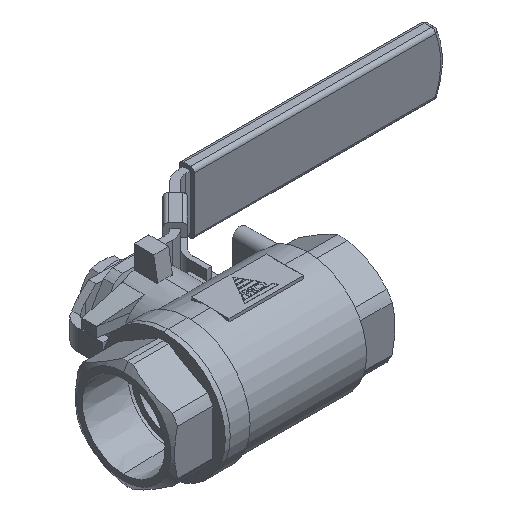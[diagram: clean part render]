
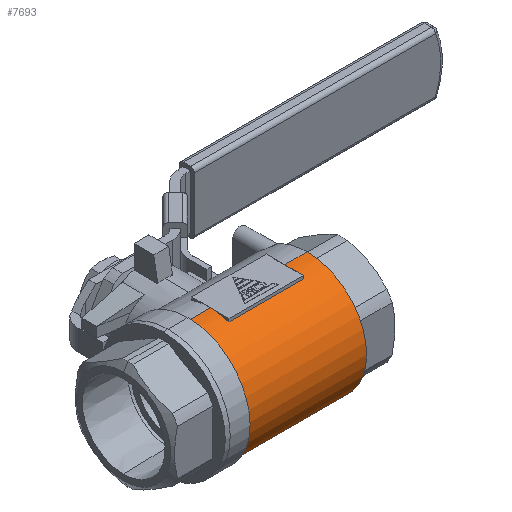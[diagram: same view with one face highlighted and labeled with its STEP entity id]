
A CAD part, isometric view. The second image highlights one B-rep face of the part: STEP entity #7693.
In plain terms, the highlighted cylindrical face has radius 24 mm (diameter 48 mm), a partial arc.
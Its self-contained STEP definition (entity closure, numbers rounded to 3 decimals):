
#120 = FACE_OUTER_BOUND ( 'NONE', #7208, .T. ) ;
#125 = CYLINDRICAL_SURFACE ( 'NONE', #12311, 24. ) ;
#1845 = AXIS2_PLACEMENT_3D ( 'NONE', #4251, #4252, #4253 ) ;
#1846 = AXIS2_PLACEMENT_3D ( 'NONE', #4254, #4255, #4256 ) ;
#1847 = AXIS2_PLACEMENT_3D ( 'NONE', #4258, #4259, #4260 ) ;
#1848 = AXIS2_PLACEMENT_3D ( 'NONE', #4262, #4263, #4264 ) ;
#1849 = AXIS2_PLACEMENT_3D ( 'NONE', #4266, #4267, #4268 ) ;
#1850 = AXIS2_PLACEMENT_3D ( 'NONE', #4272, #4273, #4274 ) ;
#2717 = LINE ( 'NONE', #3794, #2727 ) ;
#2719 = LINE ( 'NONE', #3785, #2721 ) ;
#2721 = VECTOR ( 'NONE', #3730, 1000. ) ;
#2727 = VECTOR ( 'NONE', #3789, 1000. ) ;
#2728 = LINE ( 'NONE', #3793, #2732 ) ;
#2732 = VECTOR ( 'NONE', #3803, 1000. ) ;
#2736 = LINE ( 'NONE', #3837, #2737 ) ;
#2737 = VECTOR ( 'NONE', #3838, 1000. ) ;
#3331 = CARTESIAN_POINT ( 'NONE',  ( -19., 0., -24. ) ) ;
#3340 = CARTESIAN_POINT ( 'NONE',  ( 20., 0., 24. ) ) ;
#3341 = CARTESIAN_POINT ( 'NONE',  ( 20., 0., -24. ) ) ;
#3342 = CARTESIAN_POINT ( 'NONE',  ( -19., 0., 24. ) ) ;
#3344 = CARTESIAN_POINT ( 'NONE',  ( -10., 0., 24. ) ) ;
#3348 = CARTESIAN_POINT ( 'NONE',  ( 29., 0., 24. ) ) ;
#3352 = CARTESIAN_POINT ( 'NONE',  ( 29., 0., -24. ) ) ;
#3356 = CARTESIAN_POINT ( 'NONE',  ( -10., 0., -24. ) ) ;
#3730 = DIRECTION ( 'NONE',  ( 1., 0., 0. ) ) ;
#3785 = CARTESIAN_POINT ( 'NONE',  ( 0., 0., 24. ) ) ;
#3789 = DIRECTION ( 'NONE',  ( 1., 0., 0. ) ) ;
#3793 = CARTESIAN_POINT ( 'NONE',  ( 0., 0., -24. ) ) ;
#3794 = CARTESIAN_POINT ( 'NONE',  ( 0., 0., 24. ) ) ;
#3803 = DIRECTION ( 'NONE',  ( 1., 0., 0. ) ) ;
#3837 = CARTESIAN_POINT ( 'NONE',  ( 0., 0., -24. ) ) ;
#3838 = DIRECTION ( 'NONE',  ( 1., 0., 0. ) ) ;
#4249 = CARTESIAN_POINT ( 'NONE',  ( 0., -7.5, -22.798 ) ) ;
#4250 = DIRECTION ( 'NONE',  ( -1., 0., 0. ) ) ;
#4251 = CARTESIAN_POINT ( 'NONE',  ( -19., 0., 0. ) ) ;
#4252 = DIRECTION ( 'NONE',  ( 1., 0., 0. ) ) ;
#4253 = DIRECTION ( 'NONE',  ( 0., 0., -1. ) ) ;
#4254 = CARTESIAN_POINT ( 'NONE',  ( -10., 0., 0. ) ) ;
#4255 = DIRECTION ( 'NONE',  ( -1., 0., 0. ) ) ;
#4256 = DIRECTION ( 'NONE',  ( 0., 0., -1. ) ) ;
#4258 = CARTESIAN_POINT ( 'NONE',  ( 20., 0., 0. ) ) ;
#4259 = DIRECTION ( 'NONE',  ( -1., 0., 0. ) ) ;
#4260 = DIRECTION ( 'NONE',  ( 0., 0., -1. ) ) ;
#4261 = DIRECTION ( 'NONE',  ( 1., 0., 0. ) ) ;
#4262 = CARTESIAN_POINT ( 'NONE',  ( 29., 0., 0. ) ) ;
#4263 = DIRECTION ( 'NONE',  ( -1., 0., 0. ) ) ;
#4264 = DIRECTION ( 'NONE',  ( 0., 0., -1. ) ) ;
#4265 = CARTESIAN_POINT ( 'NONE',  ( 0., -7.5, 22.798 ) ) ;
#4266 = CARTESIAN_POINT ( 'NONE',  ( 20., 0., 0. ) ) ;
#4267 = DIRECTION ( 'NONE',  ( -1., 0., 0. ) ) ;
#4268 = DIRECTION ( 'NONE',  ( 0., 0., -1. ) ) ;
#4269 = CARTESIAN_POINT ( 'NONE',  ( -10., -7.5, 22.798 ) ) ;
#4272 = CARTESIAN_POINT ( 'NONE',  ( -10., 0., 0. ) ) ;
#4273 = DIRECTION ( 'NONE',  ( -1., 0., 0. ) ) ;
#4274 = DIRECTION ( 'NONE',  ( 0., 0., -1. ) ) ;
#4304 = CARTESIAN_POINT ( 'NONE',  ( -10., -7.5, -22.798 ) ) ;
#4308 = CARTESIAN_POINT ( 'NONE',  ( 20., -7.5, -22.798 ) ) ;
#4310 = CARTESIAN_POINT ( 'NONE',  ( 20., -7.5, 22.798 ) ) ;
#4630 = CIRCLE ( 'NONE', #1845, 24. ) ;
#4633 = LINE ( 'NONE', #4265, #4644 ) ;
#4636 = CIRCLE ( 'NONE', #1846, 24. ) ;
#4637 = LINE ( 'NONE', #4249, #4639 ) ;
#4638 = CIRCLE ( 'NONE', #1847, 24. ) ;
#4639 = VECTOR ( 'NONE', #4250, 1000. ) ;
#4640 = CIRCLE ( 'NONE', #1848, 24. ) ;
#4641 = CIRCLE ( 'NONE', #1849, 24. ) ;
#4642 = CIRCLE ( 'NONE', #1850, 24. ) ;
#4644 = VECTOR ( 'NONE', #4261, 1000. ) ;
#7208 = EDGE_LOOP ( 'NONE', ( #9687, #9688, #9689, #9690, #9691, #9692, #9693, #9694, #9695, #9696, #9697, #9698 ) ) ;
#7693 = ADVANCED_FACE ( 'NONE', ( #120 ), #125, .T. ) ;
#8460 = VERTEX_POINT ( 'NONE', #3331 ) ;
#8469 = VERTEX_POINT ( 'NONE', #3340 ) ;
#8470 = VERTEX_POINT ( 'NONE', #3341 ) ;
#8471 = VERTEX_POINT ( 'NONE', #3342 ) ;
#8473 = VERTEX_POINT ( 'NONE', #3344 ) ;
#8477 = VERTEX_POINT ( 'NONE', #3348 ) ;
#8481 = VERTEX_POINT ( 'NONE', #3352 ) ;
#8485 = VERTEX_POINT ( 'NONE', #3356 ) ;
#9248 = EDGE_CURVE ( 'NONE', #8471, #8473, #2719, .T. ) ;
#9252 = EDGE_CURVE ( 'NONE', #8469, #8477, #2717, .T. ) ;
#9258 = EDGE_CURVE ( 'NONE', #8470, #8481, #2728, .T. ) ;
#9262 = EDGE_CURVE ( 'NONE', #8460, #8485, #2736, .T. ) ;
#9436 = EDGE_CURVE ( 'NONE', #8471, #8460, #4630, .T. ) ;
#9437 = EDGE_CURVE ( 'NONE', #8485, #9854, #4636, .T. ) ;
#9438 = EDGE_CURVE ( 'NONE', #9857, #9854, #4637, .T. ) ;
#9439 = EDGE_CURVE ( 'NONE', #8470, #9857, #4638, .T. ) ;
#9440 = EDGE_CURVE ( 'NONE', #8481, #8477, #4640, .T. ) ;
#9441 = EDGE_CURVE ( 'NONE', #9861, #8469, #4641, .T. ) ;
#9442 = EDGE_CURVE ( 'NONE', #9860, #9861, #4633, .T. ) ;
#9443 = EDGE_CURVE ( 'NONE', #9860, #8473, #4642, .T. ) ;
#9687 = ORIENTED_EDGE ( 'NONE', *, *, #9248, .F. ) ;
#9688 = ORIENTED_EDGE ( 'NONE', *, *, #9436, .T. ) ;
#9689 = ORIENTED_EDGE ( 'NONE', *, *, #9262, .T. ) ;
#9690 = ORIENTED_EDGE ( 'NONE', *, *, #9437, .T. ) ;
#9691 = ORIENTED_EDGE ( 'NONE', *, *, #9438, .F. ) ;
#9692 = ORIENTED_EDGE ( 'NONE', *, *, #9439, .F. ) ;
#9693 = ORIENTED_EDGE ( 'NONE', *, *, #9258, .T. ) ;
#9694 = ORIENTED_EDGE ( 'NONE', *, *, #9440, .T. ) ;
#9695 = ORIENTED_EDGE ( 'NONE', *, *, #9252, .F. ) ;
#9696 = ORIENTED_EDGE ( 'NONE', *, *, #9441, .F. ) ;
#9697 = ORIENTED_EDGE ( 'NONE', *, *, #9442, .F. ) ;
#9698 = ORIENTED_EDGE ( 'NONE', *, *, #9443, .T. ) ;
#9854 = VERTEX_POINT ( 'NONE', #4304 ) ;
#9857 = VERTEX_POINT ( 'NONE', #4308 ) ;
#9860 = VERTEX_POINT ( 'NONE', #4269 ) ;
#9861 = VERTEX_POINT ( 'NONE', #4310 ) ;
#12207 = DIRECTION ( 'NONE',  ( 0., 0., -1. ) ) ;
#12210 = DIRECTION ( 'NONE',  ( 1., 0., 0. ) ) ;
#12211 = CARTESIAN_POINT ( 'NONE',  ( 0., 0., 0. ) ) ;
#12311 = AXIS2_PLACEMENT_3D ( 'NONE', #12211, #12210, #12207 ) ;
